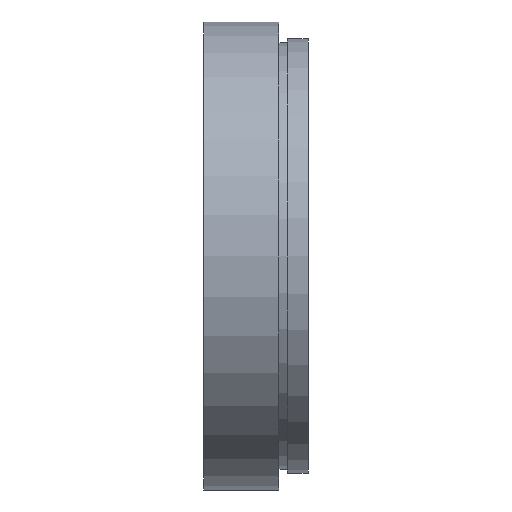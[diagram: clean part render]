
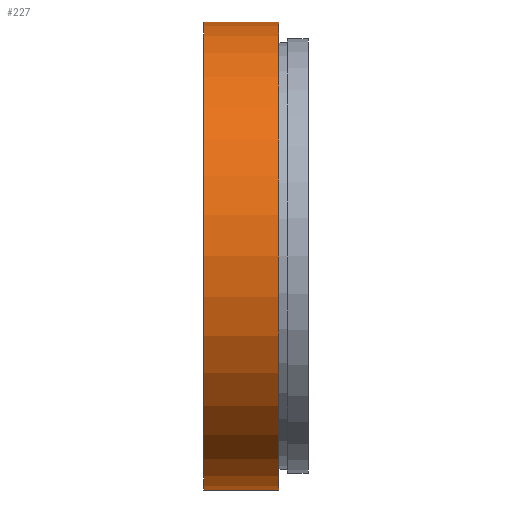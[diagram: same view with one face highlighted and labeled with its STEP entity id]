
A CAD part, left-side view. The second image highlights one B-rep face of the part: STEP entity #227.
In plain terms, the highlighted cylindrical face has radius 28 mm (diameter 56 mm), a partial arc.
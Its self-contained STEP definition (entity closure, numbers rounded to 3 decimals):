
#4 = VERTEX_POINT ( 'NONE', #534 ) ;
#16 = EDGE_CURVE ( 'NONE', #4, #251, #24, .T. ) ;
#24 = CIRCLE ( 'NONE', #305, 28. ) ;
#39 = EDGE_CURVE ( 'NONE', #577, #331, #434, .T. ) ;
#67 = ORIENTED_EDGE ( 'NONE', *, *, #16, .T. ) ;
#72 = DIRECTION ( 'NONE',  ( 0., -1., 0. ) ) ;
#108 = FACE_OUTER_BOUND ( 'NONE', #213, .T. ) ;
#134 = CARTESIAN_POINT ( 'NONE',  ( 0., 0., 0. ) ) ;
#138 = DIRECTION ( 'NONE',  ( 0., -1., 0. ) ) ;
#146 = DIRECTION ( 'NONE',  ( 0., 0., -1. ) ) ;
#182 = EDGE_CURVE ( 'NONE', #251, #331, #264, .T. ) ;
#185 = ORIENTED_EDGE ( 'NONE', *, *, #279, .F. ) ;
#197 = VECTOR ( 'NONE', #72, 1000. ) ;
#213 = EDGE_LOOP ( 'NONE', ( #185, #67, #237, #508 ) ) ;
#227 = ADVANCED_FACE ( 'NONE', ( #108 ), #524, .T. ) ;
#237 = ORIENTED_EDGE ( 'NONE', *, *, #182, .T. ) ;
#250 = CARTESIAN_POINT ( 'NONE',  ( 0., 3.5, 28. ) ) ;
#251 = VERTEX_POINT ( 'NONE', #311 ) ;
#264 = LINE ( 'NONE', #537, #702 ) ;
#279 = EDGE_CURVE ( 'NONE', #4, #577, #452, .T. ) ;
#305 = AXIS2_PLACEMENT_3D ( 'NONE', #706, #543, #355 ) ;
#311 = CARTESIAN_POINT ( 'NONE',  ( 0., 12.5, -28. ) ) ;
#331 = VERTEX_POINT ( 'NONE', #559 ) ;
#355 = DIRECTION ( 'NONE',  ( 0., 0., -1. ) ) ;
#360 = CARTESIAN_POINT ( 'NONE',  ( 0., 0., 28. ) ) ;
#431 = AXIS2_PLACEMENT_3D ( 'NONE', #479, #138, #601 ) ;
#434 = CIRCLE ( 'NONE', #431, 28. ) ;
#452 = LINE ( 'NONE', #360, #197 ) ;
#479 = CARTESIAN_POINT ( 'NONE',  ( 0., 3.5, 0. ) ) ;
#508 = ORIENTED_EDGE ( 'NONE', *, *, #39, .F. ) ;
#524 = CYLINDRICAL_SURFACE ( 'NONE', #590, 28. ) ;
#534 = CARTESIAN_POINT ( 'NONE',  ( 0., 12.5, 28. ) ) ;
#537 = CARTESIAN_POINT ( 'NONE',  ( 0., 0., -28. ) ) ;
#543 = DIRECTION ( 'NONE',  ( 0., -1., 0. ) ) ;
#559 = CARTESIAN_POINT ( 'NONE',  ( 0., 3.5, -28. ) ) ;
#577 = VERTEX_POINT ( 'NONE', #250 ) ;
#590 = AXIS2_PLACEMENT_3D ( 'NONE', #134, #713, #146 ) ;
#601 = DIRECTION ( 'NONE',  ( 0., 0., -1. ) ) ;
#607 = DIRECTION ( 'NONE',  ( 0., -1., 0. ) ) ;
#702 = VECTOR ( 'NONE', #607, 1000. ) ;
#706 = CARTESIAN_POINT ( 'NONE',  ( 0., 12.5, 0. ) ) ;
#713 = DIRECTION ( 'NONE',  ( 0., -1., 0. ) ) ;
